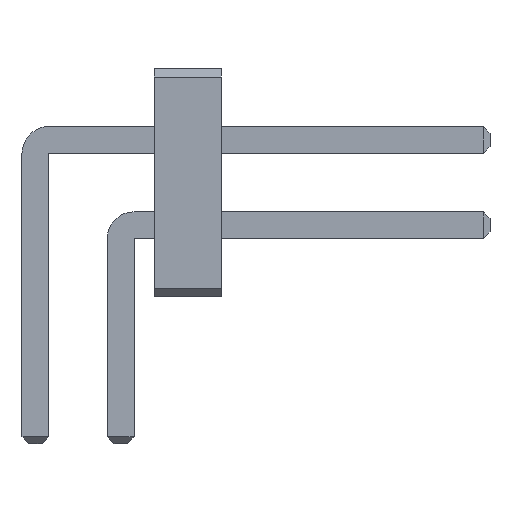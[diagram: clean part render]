
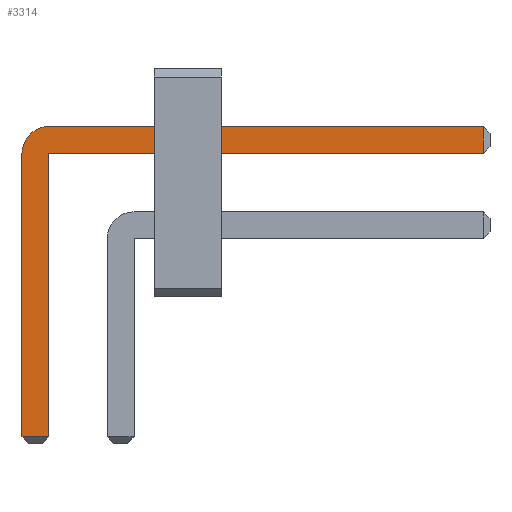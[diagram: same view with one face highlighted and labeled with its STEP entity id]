
A CAD part, front view. The second image highlights one B-rep face of the part: STEP entity #3314.
In plain terms, the highlighted planar face has unit normal (0, -1, 0).
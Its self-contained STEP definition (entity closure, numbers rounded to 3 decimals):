
#13=DIRECTION('',(0.,0.,1.));
#1468=VECTOR('',#13,1.);
#3116=VECTOR('',#3117,1.);
#3117=DIRECTION('',(1.,0.,0.));
#3123=VECTOR('',#3124,1.);
#3124=DIRECTION('',(0.,0.,-1.));
#3131=VECTOR('',#3132,1.);
#3132=DIRECTION('',(-1.,0.,0.));
#3153=DIRECTION('',(-0.,1.,0.));
#3157=DIRECTION('',(0.,1.,0.));
#3158=DIRECTION('',(0.,0.,1.));
#3165=VERTEX_POINT('',#3166);
#3166=CARTESIAN_POINT('',(0.2,-30.68,2.535));
#3168=ORIENTED_EDGE('',*,*,#3169,.T.);
#3169=EDGE_CURVE('',#3165,#3170,#3172,.T.);
#3170=VERTEX_POINT('',#3171);
#3171=CARTESIAN_POINT('',(6.67,-30.68,2.535));
#3172=LINE('',#3173,#3116);
#3173=CARTESIAN_POINT('',(-0.2,-30.68,2.535));
#3210=EDGE_CURVE('',#3211,#3165,#3213,.T.);
#3211=VERTEX_POINT('',#3212);
#3212=CARTESIAN_POINT('',(-0.2,-30.68,2.135));
#3213=CIRCLE('',#3214,0.4);
#3214=AXIS2_PLACEMENT_3D('',#3215,#3153,#3124);
#3215=CARTESIAN_POINT('',(0.2,-30.68,2.135));
#3227=VERTEX_POINT('',#3228);
#3228=CARTESIAN_POINT('',(6.67,-30.68,2.135));
#3230=ORIENTED_EDGE('',*,*,#3231,.T.);
#3231=EDGE_CURVE('',#3227,#3232,#3233,.T.);
#3232=VERTEX_POINT('',#3215);
#3233=LINE('',#3234,#3131);
#3234=CARTESIAN_POINT('',(6.77,-30.68,2.135));
#3246=VERTEX_POINT('',#3247);
#3247=CARTESIAN_POINT('',(-0.2,-30.68,-2.085));
#3249=ORIENTED_EDGE('',*,*,#3250,.T.);
#3250=EDGE_CURVE('',#3246,#3211,#3251,.T.);
#3251=LINE('',#3252,#1468);
#3252=CARTESIAN_POINT('',(-0.2,-30.68,-2.185));
#3260=ORIENTED_EDGE('',*,*,#3261,.T.);
#3261=EDGE_CURVE('',#3232,#3262,#3264,.T.);
#3262=VERTEX_POINT('',#3263);
#3263=CARTESIAN_POINT('',(0.2,-30.68,-2.085));
#3264=LINE('',#3215,#3123);
#3314=ADVANCED_FACE('',(#3315),#3324,.F.);
#3315=FACE_BOUND('',#3316,.F.);
#3316=EDGE_LOOP('',(#3168,#3317,#3230,#3260,#3320,#3249,#3323));
#3317=ORIENTED_EDGE('',*,*,#3318,.T.);
#3318=EDGE_CURVE('',#3170,#3227,#3319,.T.);
#3319=LINE('',#3171,#3123);
#3320=ORIENTED_EDGE('',*,*,#3321,.T.);
#3321=EDGE_CURVE('',#3262,#3246,#3322,.T.);
#3322=LINE('',#3263,#3131);
#3323=ORIENTED_EDGE('',*,*,#3210,.T.);
#3324=PLANE('',#3325);
#3325=AXIS2_PLACEMENT_3D('',#3326,#3157,#3158);
#3326=CARTESIAN_POINT('',(2.071,-30.68,1.389));
